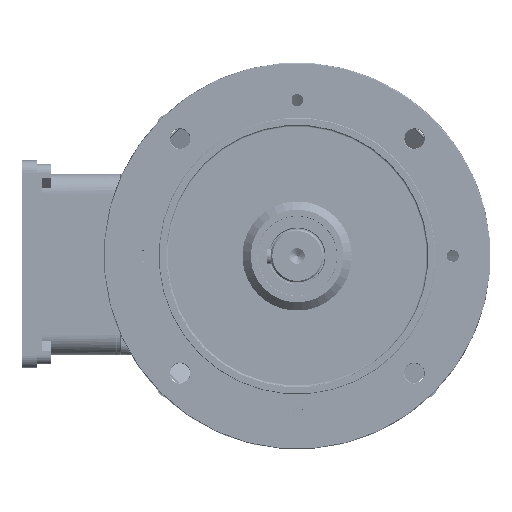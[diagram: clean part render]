
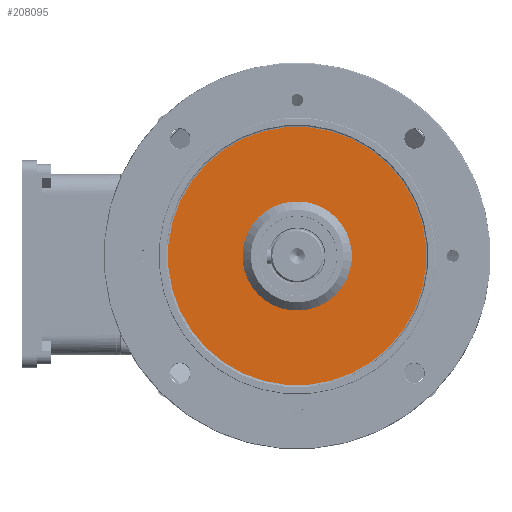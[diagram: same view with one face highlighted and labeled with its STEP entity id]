
A CAD part, left-side view. The second image highlights one B-rep face of the part: STEP entity #208095.
In plain terms, the highlighted face is planar.
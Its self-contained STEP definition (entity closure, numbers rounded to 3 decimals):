
#11565 = ORIENTED_EDGE ( 'NONE', *, *, #128114, .T. ) ;
#11823 = CARTESIAN_POINT ( 'NONE',  ( -7.5, 0., 117. ) ) ;
#13469 = EDGE_LOOP ( 'NONE', ( #11565, #105369 ) ) ;
#13711 = CARTESIAN_POINT ( 'NONE',  ( -7.5, 0., -117. ) ) ;
#19493 = EDGE_CURVE ( 'NONE', #85027, #216967, #68929, .T. ) ;
#28199 = EDGE_CURVE ( 'NONE', #157116, #137204, #64750, .T. ) ;
#34019 = CIRCLE ( 'NONE', #65026, 49.5 ) ;
#36222 = PLANE ( 'NONE',  #219448 ) ;
#37439 = CARTESIAN_POINT ( 'NONE',  ( -7.5, 117., 0. ) ) ;
#49010 = EDGE_LOOP ( 'NONE', ( #190180, #194091 ) ) ;
#53511 = CARTESIAN_POINT ( 'NONE',  ( -7.5, 0., 0. ) ) ;
#61772 = DIRECTION ( 'NONE',  ( 0., 0., -1. ) ) ;
#64750 = CIRCLE ( 'NONE', #212484, 117. ) ;
#65026 = AXIS2_PLACEMENT_3D ( 'NONE', #97105, #174852, #61772 ) ;
#68929 = CIRCLE ( 'NONE', #131136, 49.5 ) ;
#69740 = DIRECTION ( 'NONE',  ( 0., 0., -1. ) ) ;
#73839 = DIRECTION ( 'NONE',  ( 1., 0., 0. ) ) ;
#83890 = CARTESIAN_POINT ( 'NONE',  ( -7.5, 0., 49.5 ) ) ;
#85027 = VERTEX_POINT ( 'NONE', #203710 ) ;
#97105 = CARTESIAN_POINT ( 'NONE',  ( -7.5, 0., 0. ) ) ;
#105369 = ORIENTED_EDGE ( 'NONE', *, *, #28199, .T. ) ;
#108137 = EDGE_CURVE ( 'NONE', #216967, #85027, #34019, .T. ) ;
#117351 = CARTESIAN_POINT ( 'NONE',  ( -7.5, 0., 0. ) ) ;
#128114 = EDGE_CURVE ( 'NONE', #137204, #157116, #200967, .T. ) ;
#131136 = AXIS2_PLACEMENT_3D ( 'NONE', #53511, #166604, #204274 ) ;
#137204 = VERTEX_POINT ( 'NONE', #13711 ) ;
#145171 = DIRECTION ( 'NONE',  ( 1., 0., 0. ) ) ;
#146690 = AXIS2_PLACEMENT_3D ( 'NONE', #117351, #210970, #229169 ) ;
#150488 = DIRECTION ( 'NONE',  ( 0., 0., -1. ) ) ;
#157116 = VERTEX_POINT ( 'NONE', #11823 ) ;
#166604 = DIRECTION ( 'NONE',  ( 1., 0., 0. ) ) ;
#174852 = DIRECTION ( 'NONE',  ( 1., 0., 0. ) ) ;
#186921 = FACE_BOUND ( 'NONE', #49010, .T. ) ;
#190180 = ORIENTED_EDGE ( 'NONE', *, *, #108137, .F. ) ;
#194091 = ORIENTED_EDGE ( 'NONE', *, *, #19493, .F. ) ;
#198660 = CARTESIAN_POINT ( 'NONE',  ( -7.5, 0., 0. ) ) ;
#200967 = CIRCLE ( 'NONE', #146690, 117. ) ;
#202755 = FACE_OUTER_BOUND ( 'NONE', #13469, .T. ) ;
#203710 = CARTESIAN_POINT ( 'NONE',  ( -7.5, 0., -49.5 ) ) ;
#204274 = DIRECTION ( 'NONE',  ( 0., 0., -1. ) ) ;
#208095 = ADVANCED_FACE ( 'NONE', ( #202755, #186921 ), #36222, .T. ) ;
#210970 = DIRECTION ( 'NONE',  ( 1., 0., 0. ) ) ;
#212484 = AXIS2_PLACEMENT_3D ( 'NONE', #198660, #145171, #69740 ) ;
#216967 = VERTEX_POINT ( 'NONE', #83890 ) ;
#219448 = AXIS2_PLACEMENT_3D ( 'NONE', #37439, #73839, #150488 ) ;
#229169 = DIRECTION ( 'NONE',  ( 0., 0., -1. ) ) ;
